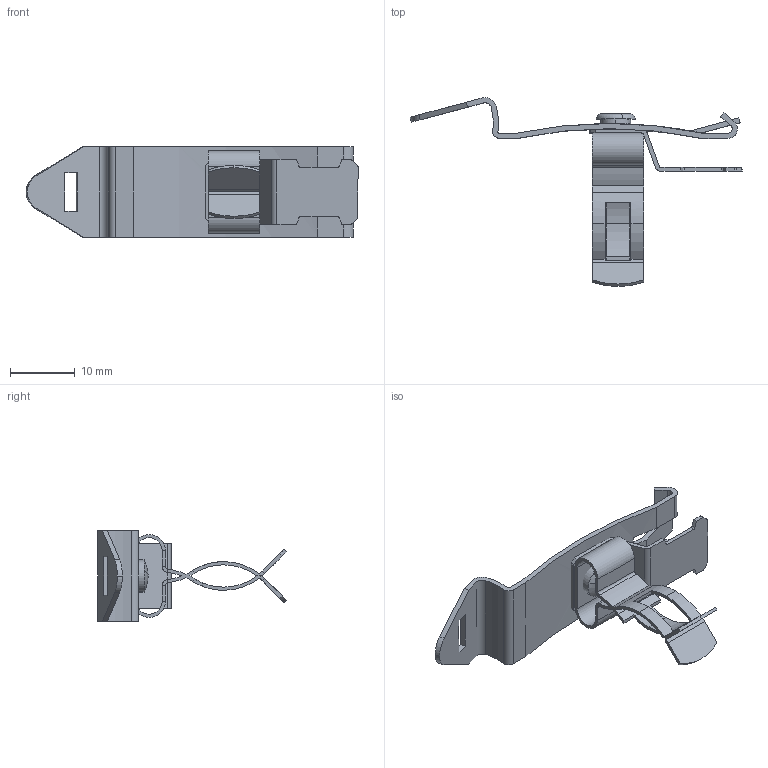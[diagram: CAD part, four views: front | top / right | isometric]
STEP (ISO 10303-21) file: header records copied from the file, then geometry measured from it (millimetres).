
FILE_DESCRIPTION (( 'STEP AP214' ), '1' );
FILE_NAME ('17980.0_SABKM_12_MF_35_Z.STEP', '2020-03-09T07:13:08', ( '' ), ( '' ), 'SwSTEP 2.0', 'SolidWorks 2020', '' );
FILE_SCHEMA (( 'AUTOMOTIVE_DESIGN' ));
Length unit declared in the file: millimetre
Products named in the file (1): 17980.0_SABKM_12_MF_35_Z
Bounding box: 51.33 x 29.17 x 14 mm (x, y, z)
Volume: 1020.3 mm3; surface area: 3290.6 mm2
Topology: 4 solids, 4 shells, 197 faces, 529 edges, 336 vertices
Faces by surface type: plane 110, cylinder 79, torus 4, bspline 2, sphere 2
Entity records: 9657 total; most frequent: CARTESIAN_POINT 2347, DIRECTION 1097, ORIENTED_EDGE 1054, EDGE_CURVE 527, AXIS2_PLACEMENT_3D 384, VERTEX_POINT 336, VECTOR 329, LINE 329
